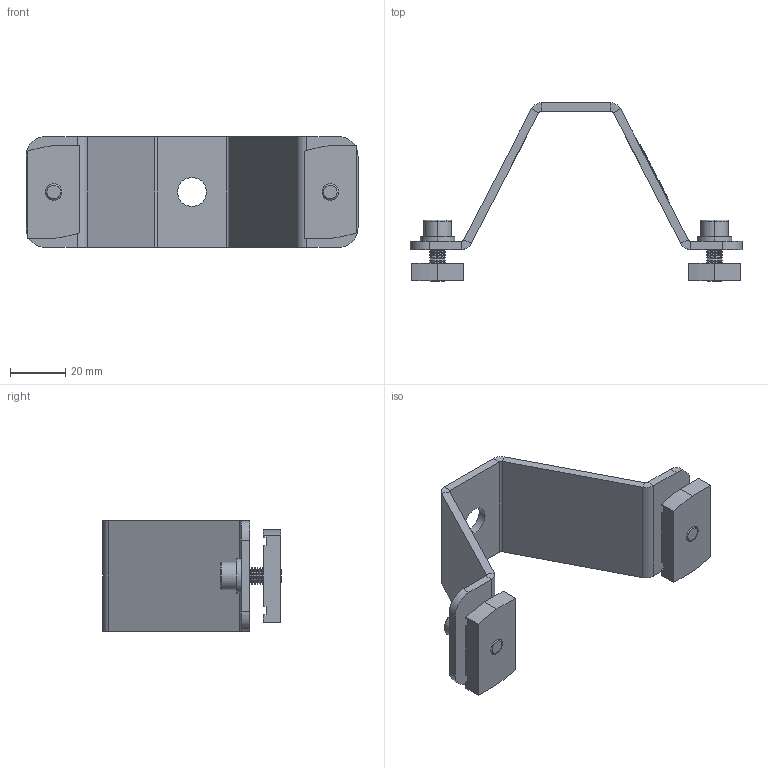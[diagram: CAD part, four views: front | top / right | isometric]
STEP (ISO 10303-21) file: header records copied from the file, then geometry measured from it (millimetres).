
FILE_DESCRIPTION (( 'STEP AP203' ), '1' );
FILE_NAME ('T81150.STEP', '2018-09-13T13:13:21', ( '' ), ( '' ), 'SwSTEP 2.0', 'SolidWorks 2016', '' );
FILE_SCHEMA (( 'CONFIG_CONTROL_DESIGN' ));
Length unit declared in the file: millimetre
Products named in the file (6): T81150; A Washer_Bright washer BS 4320 - M6 (Form A); T81190; TH2811; T81150 LABEL; Socket Head Cap Screw_Doughty Fastners_ISO 4762 M6 x 16 --- 16S
Assembly tree (8 placements, depth 2):
  T81150
    TH2811
    A Washer_Bright washer BS 4320 - M6 (Form A)  x2
    Socket Head Cap Screw_Doughty Fastners_ISO 4762 M6 x 16 --- 16S  x2
    T81190  x2
    T81150 LABEL
Bounding box: 120 x 64.4 x 40 mm (x, y, z)
Volume: 30199.2 mm3; surface area: 23294.9 mm2
Topology: 8 solids, 8 shells, 918 faces, 2405 edges, 1564 vertices
Faces by surface type: plane 490, bspline 183, cylinder 125, cone 112, torus 8
Entity records: 34657 total; most frequent: CARTESIAN_POINT 15437, ORIENTED_EDGE 4154, DIRECTION 3213, EDGE_CURVE 2077, VECTOR 1443, LINE 1443, VERTEX_POINT 1361, AXIS2_PLACEMENT_3D 885
